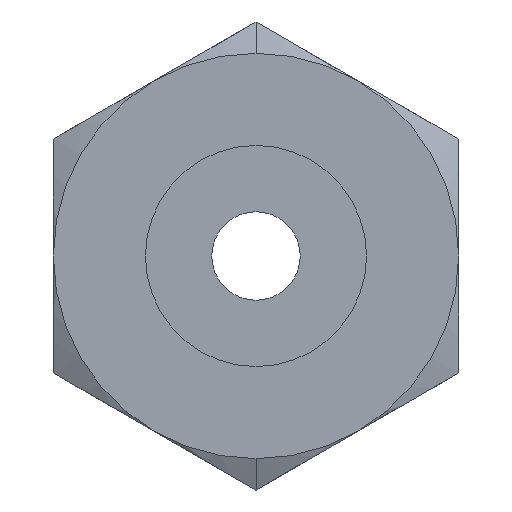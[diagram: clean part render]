
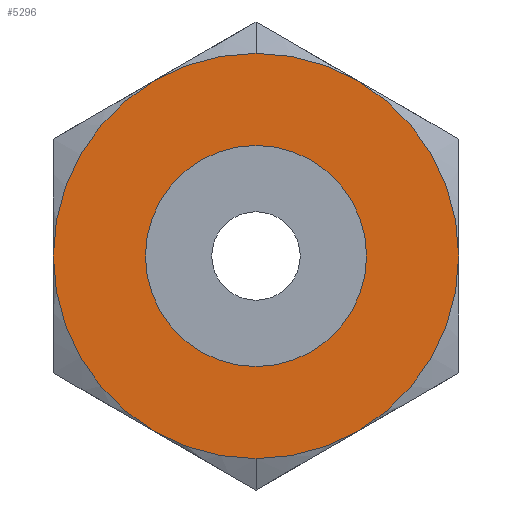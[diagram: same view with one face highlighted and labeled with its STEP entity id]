
A CAD part, left-side view. The second image highlights one B-rep face of the part: STEP entity #5296.
In plain terms, the highlighted planar face has unit normal (-1, 0, 0).
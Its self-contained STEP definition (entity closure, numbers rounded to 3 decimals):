
#54 = CARTESIAN_POINT ( 'NONE',  ( 0., 0., 0. ) ) ;
#389 = EDGE_CURVE ( 'NONE', #6715, #8550, #8135, .T. ) ;
#491 = EDGE_CURVE ( 'NONE', #5203, #4822, #2962, .T. ) ;
#547 = DIRECTION ( 'NONE',  ( -1., 0., 0. ) ) ;
#619 = ORIENTED_EDGE ( 'NONE', *, *, #389, .T. ) ;
#779 = CARTESIAN_POINT ( 'NONE',  ( 0., 0., 0. ) ) ;
#1484 = DIRECTION ( 'NONE',  ( 0., 0., 1. ) ) ;
#2154 = AXIS2_PLACEMENT_3D ( 'NONE', #54, #3766, #6137 ) ;
#2224 = FACE_BOUND ( 'NONE', #3629, .T. ) ;
#2962 = CIRCLE ( 'NONE', #4087, 11. ) ;
#3089 = CARTESIAN_POINT ( 'NONE',  ( 0., 0., 0. ) ) ;
#3583 = ORIENTED_EDGE ( 'NONE', *, *, #9283, .F. ) ;
#3629 = EDGE_LOOP ( 'NONE', ( #619, #4293 ) ) ;
#3648 = DIRECTION ( 'NONE',  ( 1., 0., 0. ) ) ;
#3766 = DIRECTION ( 'NONE',  ( 1., 0., 0. ) ) ;
#3781 = AXIS2_PLACEMENT_3D ( 'NONE', #4582, #8427, #6140 ) ;
#3801 = DIRECTION ( 'NONE',  ( 0., 0., 1. ) ) ;
#3872 = CARTESIAN_POINT ( 'NONE',  ( 0., 0., 6. ) ) ;
#4087 = AXIS2_PLACEMENT_3D ( 'NONE', #779, #8565, #1484 ) ;
#4293 = ORIENTED_EDGE ( 'NONE', *, *, #9549, .T. ) ;
#4575 = ORIENTED_EDGE ( 'NONE', *, *, #491, .F. ) ;
#4582 = CARTESIAN_POINT ( 'NONE',  ( 0., 0., 0. ) ) ;
#4822 = VERTEX_POINT ( 'NONE', #9328 ) ;
#5203 = VERTEX_POINT ( 'NONE', #8094 ) ;
#5251 = EDGE_LOOP ( 'NONE', ( #4575, #3583 ) ) ;
#5296 = ADVANCED_FACE ( 'NONE', ( #2224, #5969 ), #8959, .T. ) ;
#5969 = FACE_OUTER_BOUND ( 'NONE', #5251, .T. ) ;
#6137 = DIRECTION ( 'NONE',  ( 0., 0., -1. ) ) ;
#6140 = DIRECTION ( 'NONE',  ( 0., 0., -1. ) ) ;
#6171 = AXIS2_PLACEMENT_3D ( 'NONE', #9861, #547, #3801 ) ;
#6715 = VERTEX_POINT ( 'NONE', #9506 ) ;
#6839 = DIRECTION ( 'NONE',  ( 0., 0., 1. ) ) ;
#8094 = CARTESIAN_POINT ( 'NONE',  ( 0., 0., 11. ) ) ;
#8135 = CIRCLE ( 'NONE', #2154, 6. ) ;
#8427 = DIRECTION ( 'NONE',  ( 1., 0., 0. ) ) ;
#8550 = VERTEX_POINT ( 'NONE', #3872 ) ;
#8565 = DIRECTION ( 'NONE',  ( 1., 0., 0. ) ) ;
#8946 = CIRCLE ( 'NONE', #9578, 6. ) ;
#8959 = PLANE ( 'NONE',  #6171 ) ;
#9283 = EDGE_CURVE ( 'NONE', #4822, #5203, #9424, .T. ) ;
#9328 = CARTESIAN_POINT ( 'NONE',  ( 0., 0., -11. ) ) ;
#9424 = CIRCLE ( 'NONE', #3781, 11. ) ;
#9506 = CARTESIAN_POINT ( 'NONE',  ( 0., 0., -6. ) ) ;
#9549 = EDGE_CURVE ( 'NONE', #8550, #6715, #8946, .T. ) ;
#9578 = AXIS2_PLACEMENT_3D ( 'NONE', #3089, #3648, #6839 ) ;
#9861 = CARTESIAN_POINT ( 'NONE',  ( 0., 0., 5.5 ) ) ;
